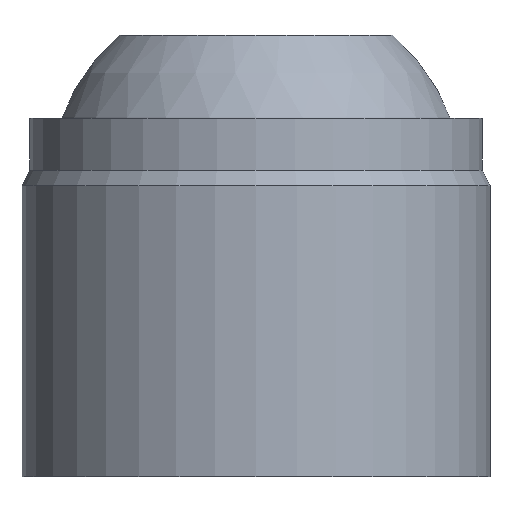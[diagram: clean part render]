
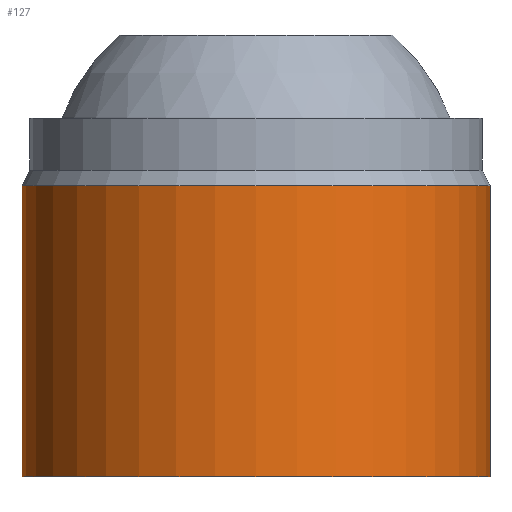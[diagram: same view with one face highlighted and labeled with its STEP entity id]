
A CAD part, front view. The second image highlights one B-rep face of the part: STEP entity #127.
In plain terms, the highlighted cylindrical face has radius 9 mm (diameter 18 mm), a partial arc.
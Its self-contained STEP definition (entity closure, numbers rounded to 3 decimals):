
#115=EDGE_CURVE('',#201,#259,#294,.T.);
#125=EDGE_CURVE('',#155,#271,#304,.T.);
#127=ADVANCED_FACE('',(#306),#307,.T.);
#155=VERTEX_POINT('',#340);
#159=EDGE_CURVE('',#271,#259,#344,.T.);
#201=VERTEX_POINT('',#394);
#255=EDGE_CURVE('',#201,#155,#453,.T.);
#259=VERTEX_POINT('',#457);
#271=VERTEX_POINT('',#472);
#294=CIRCLE('',#489,9.);
#304=CIRCLE('',#501,9.);
#306=FACE_OUTER_BOUND('',#503,.T.);
#307=CYLINDRICAL_SURFACE('',#504,9.);
#340=CARTESIAN_POINT('',(-9.,0.,0.));
#344=LINE('',#549,#550);
#394=CARTESIAN_POINT('',(-9.,0.,11.2));
#453=LINE('',#688,#689);
#457=CARTESIAN_POINT('',(9.0,0.,11.2));
#472=CARTESIAN_POINT('',(9.0,0.,0.));
#489=AXIS2_PLACEMENT_3D('',#714,#715,#716);
#501=AXIS2_PLACEMENT_3D('',#720,#721,#722);
#503=EDGE_LOOP('',(#724,#725,#726,#727));
#504=AXIS2_PLACEMENT_3D('',#728,#729,#730);
#549=CARTESIAN_POINT('',(9.0,0.,5.6));
#550=VECTOR('',#787,1.0);
#688=CARTESIAN_POINT('',(-9.,0.,5.6));
#689=VECTOR('',#923,1.0);
#714=CARTESIAN_POINT('',(0.,0.,11.2));
#715=DIRECTION('',(0.,0.,1.0));
#716=DIRECTION('',(1.0,0.,0.));
#720=CARTESIAN_POINT('',(0.,0.,0.));
#721=DIRECTION('',(0.,0.,1.0));
#722=DIRECTION('',(1.0,0.,0.));
#724=ORIENTED_EDGE('',*,*,#159,.T.);
#725=ORIENTED_EDGE('',*,*,#115,.F.);
#726=ORIENTED_EDGE('',*,*,#255,.T.);
#727=ORIENTED_EDGE('',*,*,#125,.T.);
#728=CARTESIAN_POINT('',(0.,0.,5.6));
#729=DIRECTION('',(0.,0.,-1.0));
#730=DIRECTION('',(1.0,0.,0.));
#787=DIRECTION('',(0.,0.,1.0));
#923=DIRECTION('',(0.,0.,-1.0));
